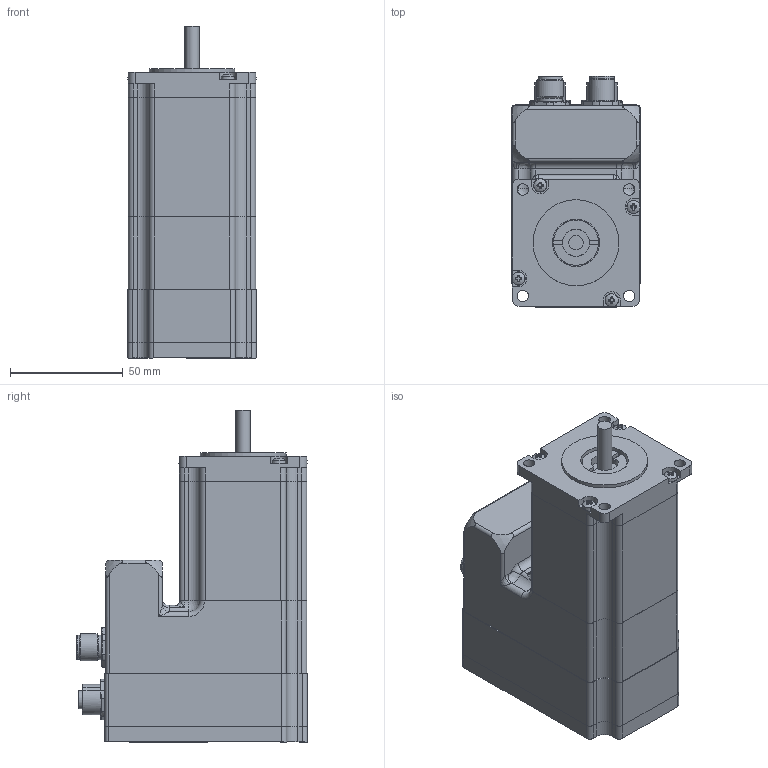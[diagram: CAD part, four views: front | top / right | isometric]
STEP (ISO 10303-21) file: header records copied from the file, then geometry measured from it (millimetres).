
FILE_DESCRIPTION(/* description */ (''),/* implementation_level */ '2;1');
FILE_NAME(/* name */ 'PD4-E591L42-M-65-1.stp',/* time_stamp */ '2017-12-14T09:32:46+01:00',/* author */ ('angelika.schneid'),/* organization */ (''),/* preprocessor_version */ 'ST-DEVELOPER v17',/* originating_system */ 'Autodesk Inventor 2018',/* authorisation */ '');
FILE_SCHEMA (('AUTOMOTIVE_DESIGN { 1 0 10303 214 3 1 1 }'));
Length unit declared in the file: millimetre
Products named in the file (1): PD4-E591L42-M-65-1_Shrinkwrap_2
Bounding box: 57 x 102.3 x 147.1 mm (x, y, z)
Surface area: 62399 mm2 (no closed solid volume)
Topology: 0 solids, 45 shells, 989 faces, 3051 edges, 2112 vertices
Faces by surface type: plane 534, cylinder 211, cone 136, torus 54, bspline 28, sphere 26
Full cylindrical faces by diameter (mm): 0.63 x12, 1 x4, 1.1 x10, 2.693 x3, 3.4 x4, 5 x4, 5.5 x4, 6.35 x1, 10.7 x2, 10.75 x1, 10.9 x3, 12 x2, 20 x1, 21 x1, 38.1 x1
Entity records: 37089 total; most frequent: CARTESIAN_POINT 8569, DIRECTION 5843, ORIENTED_EDGE 5524, EDGE_CURVE 3027, VERTEX_POINT 2112, AXIS2_PLACEMENT_3D 2085, LINE 1673, VECTOR 1673
